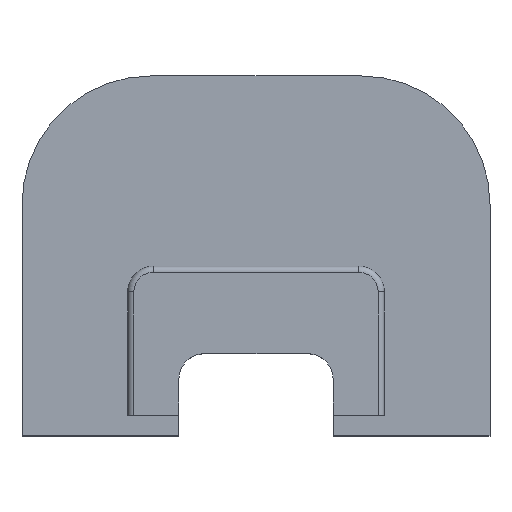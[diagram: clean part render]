
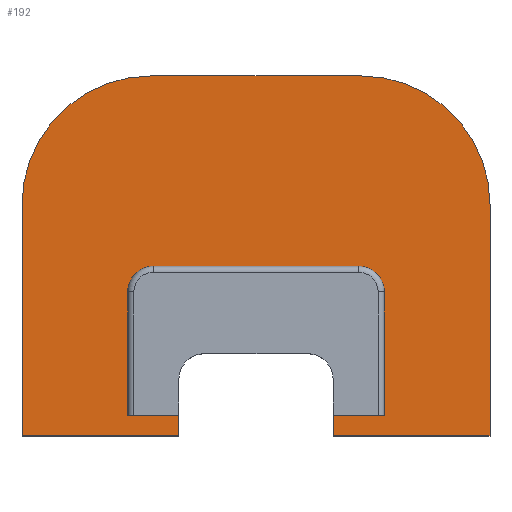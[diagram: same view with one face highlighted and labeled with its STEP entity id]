
A CAD part, top view. The second image highlights one B-rep face of the part: STEP entity #192.
In plain terms, the highlighted planar face has unit normal (0, 0, 1).
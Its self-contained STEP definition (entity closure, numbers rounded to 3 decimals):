
#1 = VECTOR ( 'NONE', #129, 1000. ) ;
#3 = VECTOR ( 'NONE', #1018, 1000. ) ;
#35 = CARTESIAN_POINT ( 'NONE',  ( 30.5, 0., 2.4 ) ) ;
#41 = VECTOR ( 'NONE', #774, 1000. ) ;
#56 = VERTEX_POINT ( 'NONE', #1123 ) ;
#86 = EDGE_CURVE ( 'NONE', #231, #161, #776, .T. ) ;
#95 = CARTESIAN_POINT ( 'NONE',  ( 60.5, 8.5, 2.4 ) ) ;
#119 = CARTESIAN_POINT ( 'NONE',  ( 25., 70., 2.4 ) ) ;
#125 = LINE ( 'NONE', #654, #236 ) ;
#129 = DIRECTION ( 'NONE',  ( 0., -1., 0. ) ) ;
#130 = CARTESIAN_POINT ( 'NONE',  ( 0., 45., 2.4 ) ) ;
#151 = CARTESIAN_POINT ( 'NONE',  ( 63., 28.5, 2.4 ) ) ;
#155 = VERTEX_POINT ( 'NONE', #191 ) ;
#161 = VERTEX_POINT ( 'NONE', #443 ) ;
#162 = LINE ( 'NONE', #853, #41 ) ;
#178 = VERTEX_POINT ( 'NONE', #1053 ) ;
#191 = CARTESIAN_POINT ( 'NONE',  ( 91., 0., 2.4 ) ) ;
#192 = ADVANCED_FACE ( 'NONE', ( #467 ), #1059, .F. ) ;
#221 = LINE ( 'NONE', #643, #1 ) ;
#224 = VERTEX_POINT ( 'NONE', #485 ) ;
#228 = CARTESIAN_POINT ( 'NONE',  ( 30.5, 0., 2.4 ) ) ;
#231 = VERTEX_POINT ( 'NONE', #130 ) ;
#233 = LINE ( 'NONE', #503, #275 ) ;
#236 = VECTOR ( 'NONE', #393, 1000. ) ;
#242 = LINE ( 'NONE', #251, #272 ) ;
#251 = CARTESIAN_POINT ( 'NONE',  ( 0., 70., 2.4 ) ) ;
#263 = DIRECTION ( 'NONE',  ( -1., 0., 0. ) ) ;
#272 = VECTOR ( 'NONE', #1019, 1000. ) ;
#275 = VECTOR ( 'NONE', #332, 1000. ) ;
#281 = CARTESIAN_POINT ( 'NONE',  ( 25.5, 8.5, 2.4 ) ) ;
#290 = EDGE_CURVE ( 'NONE', #224, #541, #910, .T. ) ;
#293 = CARTESIAN_POINT ( 'NONE',  ( 25.5, 28.5, 2.4 ) ) ;
#301 = DIRECTION ( 'NONE',  ( -1., 0., 0. ) ) ;
#302 = EDGE_CURVE ( 'NONE', #321, #811, #666, .T. ) ;
#315 = DIRECTION ( 'NONE',  ( -1., 0., 0. ) ) ;
#321 = VERTEX_POINT ( 'NONE', #35 ) ;
#328 = CARTESIAN_POINT ( 'NONE',  ( 0., 0., 2.4 ) ) ;
#330 = EDGE_CURVE ( 'NONE', #541, #482, #775, .T. ) ;
#332 = DIRECTION ( 'NONE',  ( 0., 1., 0. ) ) ;
#342 = DIRECTION ( 'NONE',  ( 0., -1., 0. ) ) ;
#359 = EDGE_LOOP ( 'NONE', ( #750, #1101, #533, #834, #403, #1040, #1057, #966, #1120, #376, #408, #1060, #1049, #618 ) ) ;
#362 = CARTESIAN_POINT ( 'NONE',  ( 65.5, 28.5, 2.4 ) ) ;
#376 = ORIENTED_EDGE ( 'NONE', *, *, #804, .T. ) ;
#386 = EDGE_CURVE ( 'NONE', #482, #155, #845, .T. ) ;
#393 = DIRECTION ( 'NONE',  ( -1., 0., 0. ) ) ;
#394 = CARTESIAN_POINT ( 'NONE',  ( 28., 8.5, 2.4 ) ) ;
#403 = ORIENTED_EDGE ( 'NONE', *, *, #794, .T. ) ;
#408 = ORIENTED_EDGE ( 'NONE', *, *, #1096, .T. ) ;
#418 = VECTOR ( 'NONE', #315, 1000. ) ;
#427 = LINE ( 'NONE', #151, #861 ) ;
#433 = EDGE_CURVE ( 'NONE', #178, #681, #242, .T. ) ;
#443 = CARTESIAN_POINT ( 'NONE',  ( 0., 0., 2.4 ) ) ;
#450 = VERTEX_POINT ( 'NONE', #362 ) ;
#467 = FACE_OUTER_BOUND ( 'NONE', #359, .T. ) ;
#478 = CARTESIAN_POINT ( 'NONE',  ( 66., 45., 2.4 ) ) ;
#482 = VERTEX_POINT ( 'NONE', #981 ) ;
#485 = CARTESIAN_POINT ( 'NONE',  ( 65.5, 8.5, 2.4 ) ) ;
#503 = CARTESIAN_POINT ( 'NONE',  ( 25.5, 26., 2.4 ) ) ;
#533 = ORIENTED_EDGE ( 'NONE', *, *, #688, .T. ) ;
#540 = DIRECTION ( 'NONE',  ( 0., 0., 1. ) ) ;
#541 = VERTEX_POINT ( 'NONE', #95 ) ;
#572 = EDGE_CURVE ( 'NONE', #681, #231, #780, .T. ) ;
#582 = VECTOR ( 'NONE', #906, 1000. ) ;
#610 = VERTEX_POINT ( 'NONE', #293 ) ;
#618 = ORIENTED_EDGE ( 'NONE', *, *, #86, .T. ) ;
#620 = AXIS2_PLACEMENT_3D ( 'NONE', #631, #1077, #635 ) ;
#625 = EDGE_CURVE ( 'NONE', #450, #224, #221, .T. ) ;
#631 = CARTESIAN_POINT ( 'NONE',  ( 0., 0., 2.4 ) ) ;
#635 = DIRECTION ( 'NONE',  ( -1., 0., 0. ) ) ;
#643 = CARTESIAN_POINT ( 'NONE',  ( 65.5, 11., 2.4 ) ) ;
#654 = CARTESIAN_POINT ( 'NONE',  ( 28., 8.5, 2.4 ) ) ;
#661 = CIRCLE ( 'NONE', #801, 25. ) ;
#666 = LINE ( 'NONE', #228, #582 ) ;
#676 = VECTOR ( 'NONE', #342, 1000. ) ;
#677 = CARTESIAN_POINT ( 'NONE',  ( 0., 0., 2.4 ) ) ;
#681 = VERTEX_POINT ( 'NONE', #119 ) ;
#687 = CARTESIAN_POINT ( 'NONE',  ( 30.5, 8.5, 2.4 ) ) ;
#688 = EDGE_CURVE ( 'NONE', #811, #1034, #125, .T. ) ;
#722 = CARTESIAN_POINT ( 'NONE',  ( 25., 45., 2.4 ) ) ;
#739 = DIRECTION ( 'NONE',  ( 0., 0., 1. ) ) ;
#750 = ORIENTED_EDGE ( 'NONE', *, *, #812, .T. ) ;
#771 = CARTESIAN_POINT ( 'NONE',  ( 60.5, 0., 2.4 ) ) ;
#774 = DIRECTION ( 'NONE',  ( 0., 1., 0. ) ) ;
#775 = LINE ( 'NONE', #771, #676 ) ;
#776 = LINE ( 'NONE', #328, #1041 ) ;
#780 = CIRCLE ( 'NONE', #1044, 25. ) ;
#794 = EDGE_CURVE ( 'NONE', #610, #450, #427, .T. ) ;
#801 = AXIS2_PLACEMENT_3D ( 'NONE', #478, #739, #301 ) ;
#804 = EDGE_CURVE ( 'NONE', #155, #56, #162, .T. ) ;
#811 = VERTEX_POINT ( 'NONE', #687 ) ;
#812 = EDGE_CURVE ( 'NONE', #161, #321, #842, .T. ) ;
#833 = EDGE_CURVE ( 'NONE', #1034, #610, #233, .T. ) ;
#834 = ORIENTED_EDGE ( 'NONE', *, *, #833, .T. ) ;
#842 = LINE ( 'NONE', #1113, #3 ) ;
#845 = LINE ( 'NONE', #677, #859 ) ;
#853 = CARTESIAN_POINT ( 'NONE',  ( 91., 0., 2.4 ) ) ;
#858 = DIRECTION ( 'NONE',  ( 1., 0., 0. ) ) ;
#859 = VECTOR ( 'NONE', #865, 1000. ) ;
#861 = VECTOR ( 'NONE', #858, 1000. ) ;
#862 = DIRECTION ( 'NONE',  ( 0., -1., 0. ) ) ;
#865 = DIRECTION ( 'NONE',  ( 1., 0., 0. ) ) ;
#906 = DIRECTION ( 'NONE',  ( 0., 1., 0. ) ) ;
#910 = LINE ( 'NONE', #394, #418 ) ;
#966 = ORIENTED_EDGE ( 'NONE', *, *, #330, .T. ) ;
#981 = CARTESIAN_POINT ( 'NONE',  ( 60.5, 0., 2.4 ) ) ;
#1018 = DIRECTION ( 'NONE',  ( 1., 0., 0. ) ) ;
#1019 = DIRECTION ( 'NONE',  ( -1., 0., 0. ) ) ;
#1034 = VERTEX_POINT ( 'NONE', #281 ) ;
#1040 = ORIENTED_EDGE ( 'NONE', *, *, #625, .T. ) ;
#1041 = VECTOR ( 'NONE', #862, 1000. ) ;
#1044 = AXIS2_PLACEMENT_3D ( 'NONE', #722, #540, #263 ) ;
#1049 = ORIENTED_EDGE ( 'NONE', *, *, #572, .T. ) ;
#1053 = CARTESIAN_POINT ( 'NONE',  ( 66., 70., 2.4 ) ) ;
#1057 = ORIENTED_EDGE ( 'NONE', *, *, #290, .T. ) ;
#1059 = PLANE ( 'NONE',  #620 ) ;
#1060 = ORIENTED_EDGE ( 'NONE', *, *, #433, .T. ) ;
#1077 = DIRECTION ( 'NONE',  ( 0., 0., -1. ) ) ;
#1096 = EDGE_CURVE ( 'NONE', #56, #178, #661, .T. ) ;
#1101 = ORIENTED_EDGE ( 'NONE', *, *, #302, .T. ) ;
#1113 = CARTESIAN_POINT ( 'NONE',  ( 0., 0., 2.4 ) ) ;
#1120 = ORIENTED_EDGE ( 'NONE', *, *, #386, .T. ) ;
#1123 = CARTESIAN_POINT ( 'NONE',  ( 91., 45., 2.4 ) ) ;
